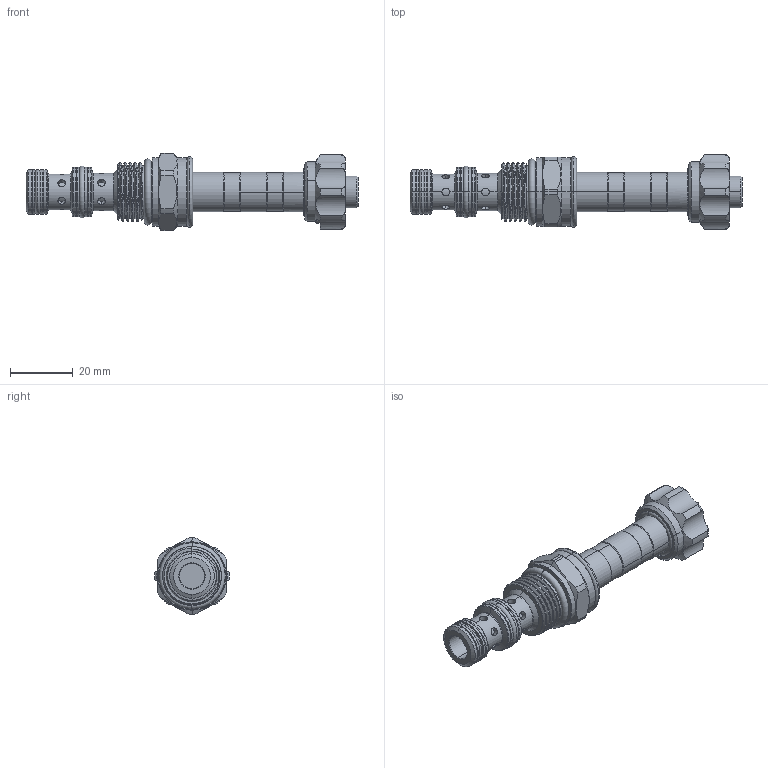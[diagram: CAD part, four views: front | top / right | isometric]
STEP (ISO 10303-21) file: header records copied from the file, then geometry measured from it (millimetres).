
FILE_DESCRIPTION (( 'STEP AP203' ), '1' );
FILE_NAME ('ES08W3A11M04.STEP', '2020-04-09T05:45:16', ( '' ), ( '' ), 'SwSTEP 2.0', 'SolidWorks 2018', '' );
FILE_SCHEMA (( 'CONFIG_CONTROL_DESIGN' ));
Length unit declared in the file: millimetre
Products named in the file (1): ES08W3A11M04
Bounding box: 106.19 x 23.79 x 24.65 mm (x, y, z)
Volume: 20886.9 mm3; surface area: 9419.2 mm2
Topology: 6 solids, 6 shells, 275 faces, 616 edges, 373 vertices
Faces by surface type: cylinder 138, torus 62, cone 39, plane 33, bspline 3
Entity records: 9843 total; most frequent: CARTESIAN_POINT 3644, DIRECTION 1362, ORIENTED_EDGE 1232, EDGE_CURVE 616, AXIS2_PLACEMENT_3D 593, VERTEX_POINT 373, CIRCLE 320, EDGE_LOOP 307
